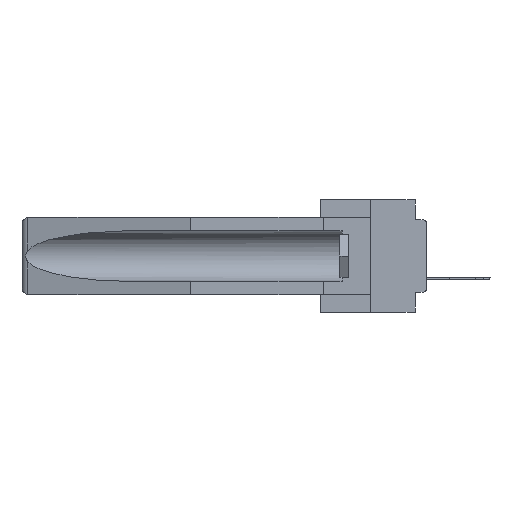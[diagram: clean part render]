
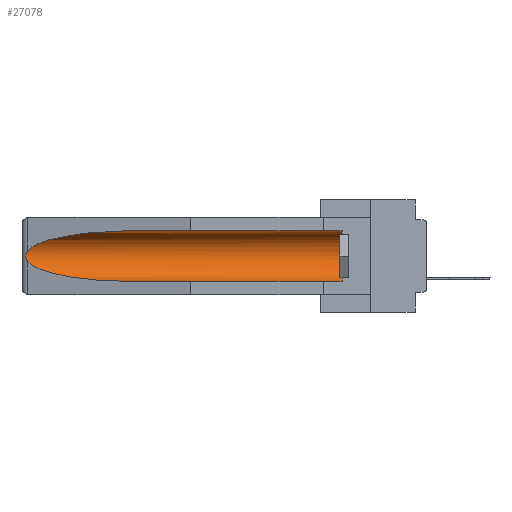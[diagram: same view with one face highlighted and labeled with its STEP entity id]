
A CAD part, left-side view. The second image highlights one B-rep face of the part: STEP entity #27078.
In plain terms, the highlighted cylindrical face has radius 2.857 mm (diameter 5.715 mm), a partial arc.
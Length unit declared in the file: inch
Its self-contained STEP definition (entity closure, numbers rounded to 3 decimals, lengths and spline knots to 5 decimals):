
#183 = B_SPLINE_CURVE_WITH_KNOTS ( 'NONE', 3,
 ( #816, #35202, #32288, #6230, #26563, #6597, #27052, #23768, #9365, #26930 ),
 .UNSPECIFIED., .F., .F.,
 ( 4, 2, 2, 2, 4 ),
 ( 0., 0.00029, 0.00058, 0.00087, 0.00117 ),
 .UNSPECIFIED. ) ;
#266 = CARTESIAN_POINT ( 'NONE',  ( 0.155, 1.07973, -0.284 ) ) ;
#816 = CARTESIAN_POINT ( 'NONE',  ( 0.26537, 1.52718, -0.14972 ) ) ;
#2146 = CARTESIAN_POINT ( 'NONE',  ( 0.26537, 1.52718, -0.14972 ) ) ;
#2934 = ORIENTED_EDGE ( 'NONE', *, *, #27847, .T. ) ;
#3016 = CARTESIAN_POINT ( 'NONE',  ( 0.26537, 1.52718, -0.19328 ) ) ;
#3345 = CARTESIAN_POINT ( 'NONE',  ( 0.21114, 1.30732, -0.284 ) ) ;
#4826 = VERTEX_POINT ( 'NONE', #28354 ) ;
#5427 = ORIENTED_EDGE ( 'NONE', *, *, #36520, .T. ) ;
#5892 = ORIENTED_EDGE ( 'NONE', *, *, #20891, .T. ) ;
#6175 = EDGE_CURVE ( 'NONE', #26411, #14899, #32382, .T. ) ;
#6230 = CARTESIAN_POINT ( 'NONE',  ( 0.2673, 1.5327, -0.16383 ) ) ;
#6597 = CARTESIAN_POINT ( 'NONE',  ( 0.2675, 1.53308, -0.17534 ) ) ;
#6744 = AXIS2_PLACEMENT_3D ( 'NONE', #33811, #13070, #33566 ) ;
#7282 = CARTESIAN_POINT ( 'NONE',  ( 0.155, -0.30754, -0.284 ) ) ;
#7499 = ORIENTED_EDGE ( 'NONE', *, *, #12466, .F. ) ;
#7769 = DIRECTION ( 'NONE',  ( 0., 1., 0. ) ) ;
#9365 = CARTESIAN_POINT ( 'NONE',  ( 0.26597, 1.5296, -0.19026 ) ) ;
#9959 =( BOUNDED_CURVE ( )  B_SPLINE_CURVE ( 3, ( #31137, #22624, #34311, #2146 ),
 .UNSPECIFIED., .F., .F. ) 
 B_SPLINE_CURVE_WITH_KNOTS ( ( 4, 4 ),
 ( 4.71239, 6.08839 ),
 .UNSPECIFIED. ) 
 CURVE ( )  GEOMETRIC_REPRESENTATION_ITEM ( )  RATIONAL_B_SPLINE_CURVE ( ( 1., 0.848, 0.848, 1. ) ) 
 REPRESENTATION_ITEM ( '' )  );
#12466 = EDGE_CURVE ( 'NONE', #13807, #14899, #25027, .T. ) ;
#13070 = DIRECTION ( 'NONE',  ( 0., 1., 0. ) ) ;
#13807 = VERTEX_POINT ( 'NONE', #36762 ) ;
#13881 = DIRECTION ( 'NONE',  ( 0., -1., 0. ) ) ;
#14899 = VERTEX_POINT ( 'NONE', #23787 ) ;
#16736 = ORIENTED_EDGE ( 'NONE', *, *, #6175, .T. ) ;
#17539 = EDGE_CURVE ( 'NONE', #13807, #31679, #25574, .T. ) ;
#18262 = VERTEX_POINT ( 'NONE', #26902 ) ;
#19075 = DIRECTION ( 'NONE',  ( 0., 1., 0. ) ) ;
#19436 = CARTESIAN_POINT ( 'NONE',  ( 0.155, -0.30754, -0.059 ) ) ;
#20891 = EDGE_CURVE ( 'NONE', #31679, #18262, #34716, .T. ) ;
#21891 = DIRECTION ( 'NONE',  ( 0., 0., 1. ) ) ;
#22624 = CARTESIAN_POINT ( 'NONE',  ( 0.21114, 1.30732, -0.059 ) ) ;
#23768 = CARTESIAN_POINT ( 'NONE',  ( 0.26655, 1.53094, -0.18657 ) ) ;
#23787 = CARTESIAN_POINT ( 'NONE',  ( 0.155, 1.07973, -0.284 ) ) ;
#25027 = LINE ( 'NONE', #7282, #28645 ) ;
#25561 = CYLINDRICAL_SURFACE ( 'NONE', #6744, 0.1125 ) ;
#25574 = CIRCLE ( 'NONE', #27677, 0.1125 ) ;
#25849 = EDGE_LOOP ( 'NONE', ( #2934, #5427, #16736, #7499, #28238, #5892 ) ) ;
#26385 = CARTESIAN_POINT ( 'NONE',  ( 0.26537, 1.52718, -0.19328 ) ) ;
#26411 = VERTEX_POINT ( 'NONE', #3016 ) ;
#26563 = CARTESIAN_POINT ( 'NONE',  ( 0.2675, 1.53308, -0.16763 ) ) ;
#26902 = CARTESIAN_POINT ( 'NONE',  ( 0.155, 1.07973, -0.059 ) ) ;
#26930 = CARTESIAN_POINT ( 'NONE',  ( 0.26537, 1.52718, -0.19328 ) ) ;
#27052 = CARTESIAN_POINT ( 'NONE',  ( 0.2673, 1.53269, -0.17917 ) ) ;
#27078 = ADVANCED_FACE ( 'NONE', ( #28251 ), #25561, .F. ) ;
#27677 = AXIS2_PLACEMENT_3D ( 'NONE', #34510, #13881, #21891 ) ;
#27847 = EDGE_CURVE ( 'NONE', #18262, #4826, #9959, .T. ) ;
#28238 = ORIENTED_EDGE ( 'NONE', *, *, #17539, .T. ) ;
#28251 = FACE_OUTER_BOUND ( 'NONE', #25849, .T. ) ;
#28354 = CARTESIAN_POINT ( 'NONE',  ( 0.26537, 1.52718, -0.14972 ) ) ;
#28645 = VECTOR ( 'NONE', #19075, 39.37008 ) ;
#31137 = CARTESIAN_POINT ( 'NONE',  ( 0.155, 1.07973, -0.059 ) ) ;
#31679 = VERTEX_POINT ( 'NONE', #33561 ) ;
#32288 = CARTESIAN_POINT ( 'NONE',  ( 0.26654, 1.53092, -0.15636 ) ) ;
#32382 =( BOUNDED_CURVE ( )  B_SPLINE_CURVE ( 3, ( #26385, #32477, #3345, #266 ),
 .UNSPECIFIED., .F., .F. ) 
 B_SPLINE_CURVE_WITH_KNOTS ( ( 4, 4 ),
 ( 0.1948, 1.5708 ),
 .UNSPECIFIED. ) 
 CURVE ( )  GEOMETRIC_REPRESENTATION_ITEM ( )  RATIONAL_B_SPLINE_CURVE ( ( 1., 0.848, 0.848, 1. ) ) 
 REPRESENTATION_ITEM ( '' )  );
#32477 = CARTESIAN_POINT ( 'NONE',  ( 0.25451, 1.48313, -0.24835 ) ) ;
#33561 = CARTESIAN_POINT ( 'NONE',  ( 0.155, 0.126, -0.059 ) ) ;
#33566 = DIRECTION ( 'NONE',  ( 0., 0., 1. ) ) ;
#33811 = CARTESIAN_POINT ( 'NONE',  ( 0.155, -0.30754, -0.1715 ) ) ;
#34311 = CARTESIAN_POINT ( 'NONE',  ( 0.25451, 1.48313, -0.09465 ) ) ;
#34510 = CARTESIAN_POINT ( 'NONE',  ( 0.155, 0.126, -0.1715 ) ) ;
#34716 = LINE ( 'NONE', #19436, #35157 ) ;
#35157 = VECTOR ( 'NONE', #7769, 39.37008 ) ;
#35202 = CARTESIAN_POINT ( 'NONE',  ( 0.26597, 1.52961, -0.15275 ) ) ;
#36520 = EDGE_CURVE ( 'NONE', #4826, #26411, #183, .T. ) ;
#36762 = CARTESIAN_POINT ( 'NONE',  ( 0.155, 0.126, -0.284 ) ) ;
